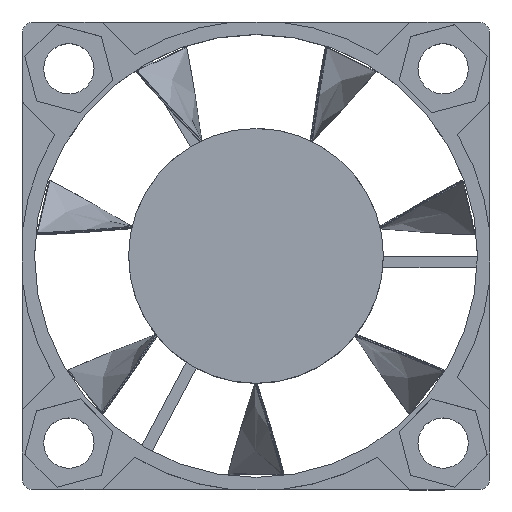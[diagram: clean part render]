
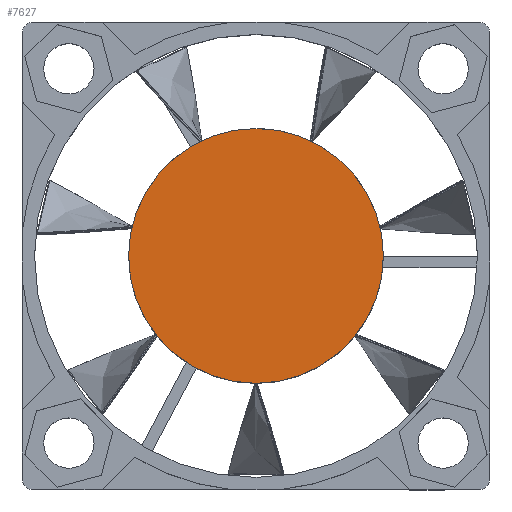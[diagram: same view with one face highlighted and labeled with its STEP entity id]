
A CAD part, top view. The second image highlights one B-rep face of the part: STEP entity #7627.
In plain terms, the highlighted planar face has unit normal (0, 0, 1).
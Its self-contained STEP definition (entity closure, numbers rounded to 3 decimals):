
#575 = PLANE ( 'NONE',  #5917 ) ;
#2225 = DIRECTION ( 'NONE',  ( 1., 0., 0. ) ) ;
#2319 = CIRCLE ( 'NONE', #6911, 10.895 ) ;
#2591 = FACE_OUTER_BOUND ( 'NONE', #4222, .T. ) ;
#3363 = CARTESIAN_POINT ( 'NONE',  ( 0., 0., 7. ) ) ;
#3488 = DIRECTION ( 'NONE',  ( 1., 0., 0. ) ) ;
#3731 = CARTESIAN_POINT ( 'NONE',  ( -10.895, 0., 7. ) ) ;
#4113 = EDGE_CURVE ( 'NONE', #11912, #7974, #2319, .T. ) ;
#4222 = EDGE_LOOP ( 'NONE', ( #7838, #12546 ) ) ;
#4511 = DIRECTION ( 'NONE',  ( 0., 0., 1. ) ) ;
#5498 = CARTESIAN_POINT ( 'NONE',  ( 0., 0., 7. ) ) ;
#5917 = AXIS2_PLACEMENT_3D ( 'NONE', #8477, #4511, #12439 ) ;
#6306 = AXIS2_PLACEMENT_3D ( 'NONE', #3363, #11103, #2225 ) ;
#6389 = CARTESIAN_POINT ( 'NONE',  ( 10.895, 0., 7. ) ) ;
#6911 = AXIS2_PLACEMENT_3D ( 'NONE', #5498, #10506, #3488 ) ;
#7627 = ADVANCED_FACE ( 'NONE', ( #2591 ), #575, .T. ) ;
#7838 = ORIENTED_EDGE ( 'NONE', *, *, #11686, .T. ) ;
#7974 = VERTEX_POINT ( 'NONE', #3731 ) ;
#8477 = CARTESIAN_POINT ( 'NONE',  ( 0., 0., 7. ) ) ;
#10506 = DIRECTION ( 'NONE',  ( 0., 0., 1. ) ) ;
#10871 = CIRCLE ( 'NONE', #6306, 10.895 ) ;
#11103 = DIRECTION ( 'NONE',  ( 0., 0., 1. ) ) ;
#11686 = EDGE_CURVE ( 'NONE', #7974, #11912, #10871, .T. ) ;
#11912 = VERTEX_POINT ( 'NONE', #6389 ) ;
#12439 = DIRECTION ( 'NONE',  ( 1., 0., 0. ) ) ;
#12546 = ORIENTED_EDGE ( 'NONE', *, *, #4113, .T. ) ;
